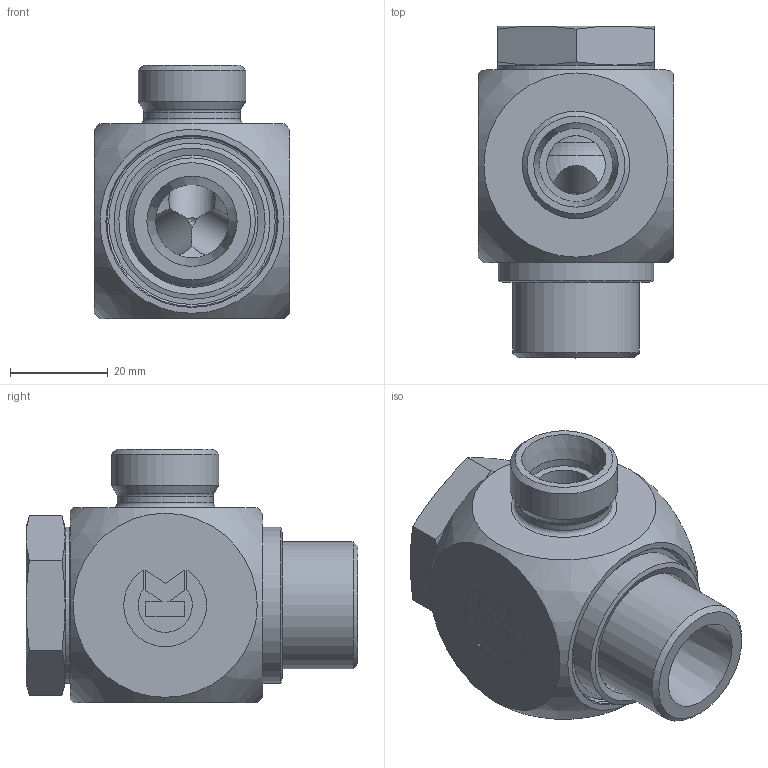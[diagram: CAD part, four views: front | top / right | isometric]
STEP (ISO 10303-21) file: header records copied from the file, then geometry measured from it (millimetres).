
FILE_DESCRIPTION((''),'2;1');
FILE_NAME('80741152622.stp','2014-09-06T17:37:53',(''),('KNOMI spol. s r. o.'),'Autodesk Inventor 2012','Autodesk Inventor 2012','');
FILE_SCHEMA(('AUTOMOTIVE_DESIGN { 1 2 10303 214 0 1 1 1 }'));
Length unit declared in the file: millimetre
Products named in the file (5): SPBM2 15LM26 M26x1.5/M22x1.5 "B"; 7471 2 2722; 7092 35 1526; 602300020090; 807626
Assembly tree (4 placements, depth 2):
  SPBM2 15LM26 M26x1.5/M22x1.5 "B"
    7471 2 2722
    7092 35 1526
    602300020090
    807626
Bounding box: 40 x 68 x 52 mm (x, y, z)
Volume: 65178.9 mm3; surface area: 23259.7 mm2
Topology: 4 solids, 4 shells, 135 faces, 322 edges, 202 vertices
Faces by surface type: plane 65, cone 34, cylinder 24, torus 11, sphere 1
Full cylindrical faces by diameter (mm): 9.5 x3, 12 x1, 15 x2, 18 x1, 19.7 x1, 22 x1, 26 x1, 27.1 x1, 28.36 x3, 28.4 x1, 32 x2, 34.9 x1
Entity records: 4014 total; most frequent: CARTESIAN_POINT 888, DIRECTION 593, ORIENTED_EDGE 514, EDGE_CURVE 257, AXIS2_PLACEMENT_3D 232, EDGE_LOOP 206, VERTEX_POINT 187, STYLED_ITEM 139
